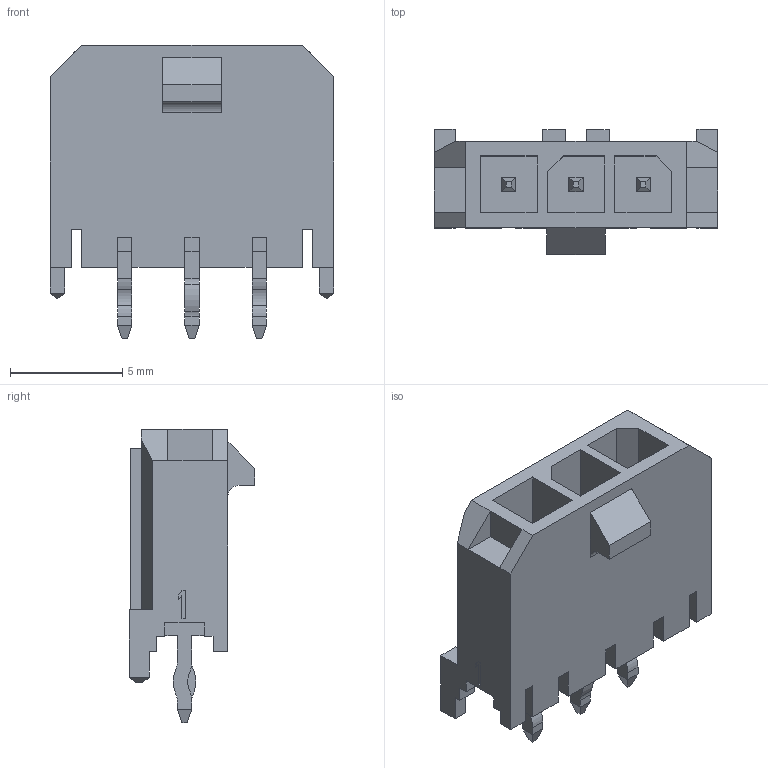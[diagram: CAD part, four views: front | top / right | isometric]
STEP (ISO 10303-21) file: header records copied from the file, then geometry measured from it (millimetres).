
FILE_DESCRIPTION(/* description */ (''),/* implementation_level */ '2;1');
FILE_NAME(/* name */ '436500315.step',/* time_stamp */ '2020-03-23T21:01:56-04:00',/* author */ (''),/* organization */ (''),/* preprocessor_version */ 'ST-DEVELOPER v18',/* originating_system */ 'Autodesk Translation Framework v8.12.0.6',/* authorisation */ '');
FILE_SCHEMA (('AUTOMOTIVE_DESIGN { 1 0 10303 214 3 1 1 }'));
Length unit declared in the file: millimetre
Products named in the file (1): 436500315
Bounding box: 12.65 x 5.61 x 13.08 mm (x, y, z)
Volume: 324.7 mm3; surface area: 762.3 mm2
Topology: 2 solids, 2 shells, 247 faces, 654 edges, 418 vertices
Faces by surface type: plane 228, cylinder 19
Entity records: 7589 total; most frequent: CARTESIAN_POINT 1320, ORIENTED_EDGE 1308, DIRECTION 1188, EDGE_CURVE 654, LINE 616, VECTOR 616, VERTEX_POINT 418, AXIS2_PLACEMENT_3D 286
